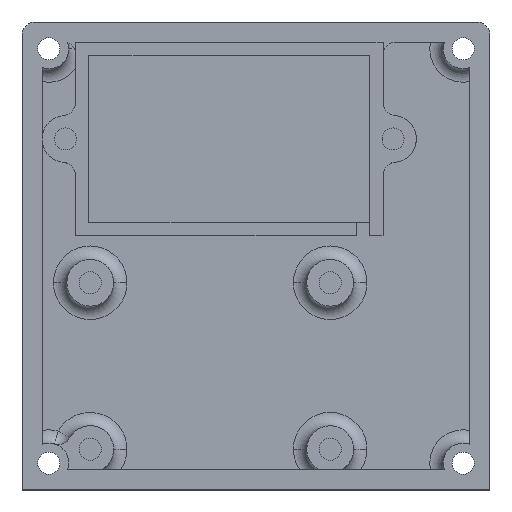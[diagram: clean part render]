
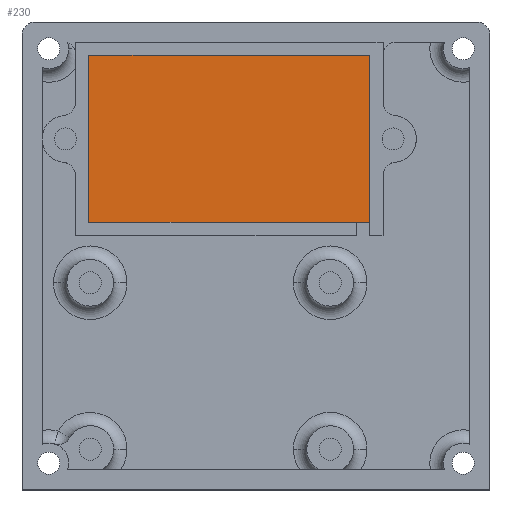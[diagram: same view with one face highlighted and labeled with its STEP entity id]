
A CAD part, top view. The second image highlights one B-rep face of the part: STEP entity #230.
In plain terms, the highlighted planar face has unit normal (0, 0, 1).
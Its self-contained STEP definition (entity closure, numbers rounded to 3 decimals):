
#7 = EDGE_CURVE ( 'NONE', #2833, #2052, #1785, .T. ) ;
#150 = VERTEX_POINT ( 'NONE', #234 ) ;
#153 = EDGE_CURVE ( 'NONE', #2626, #150, #1347, .T. ) ;
#230 = ADVANCED_FACE ( 'NONE', ( #1154 ), #1370, .F. ) ;
#234 = CARTESIAN_POINT ( 'NONE',  ( 17., 5., 1. ) ) ;
#464 = CARTESIAN_POINT ( 'NONE',  ( 17., 30., 1. ) ) ;
#519 = EDGE_LOOP ( 'NONE', ( #854, #1142, #1185, #1974 ) ) ;
#522 = DIRECTION ( 'NONE',  ( 0., -1., 0. ) ) ;
#564 = DIRECTION ( 'NONE',  ( 1., 0., 0. ) ) ;
#748 = CARTESIAN_POINT ( 'NONE',  ( -25., 30., 1. ) ) ;
#854 = ORIENTED_EDGE ( 'NONE', *, *, #7, .F. ) ;
#939 = EDGE_CURVE ( 'NONE', #2833, #2626, #1809, .T. ) ;
#1142 = ORIENTED_EDGE ( 'NONE', *, *, #939, .T. ) ;
#1154 = FACE_OUTER_BOUND ( 'NONE', #519, .T. ) ;
#1185 = ORIENTED_EDGE ( 'NONE', *, *, #153, .T. ) ;
#1233 = DIRECTION ( 'NONE',  ( 0., -1., 0. ) ) ;
#1347 = LINE ( 'NONE', #3082, #2999 ) ;
#1370 = PLANE ( 'NONE',  #2703 ) ;
#1454 = DIRECTION ( 'NONE',  ( 1., 0., 0. ) ) ;
#1716 = CARTESIAN_POINT ( 'NONE',  ( 0., 0., 1. ) ) ;
#1741 = VECTOR ( 'NONE', #1233, 1000. ) ;
#1785 = LINE ( 'NONE', #2045, #3325 ) ;
#1809 = LINE ( 'NONE', #748, #1741 ) ;
#1866 = LINE ( 'NONE', #464, #3486 ) ;
#1974 = ORIENTED_EDGE ( 'NONE', *, *, #2973, .F. ) ;
#2045 = CARTESIAN_POINT ( 'NONE',  ( -25., 30., 1. ) ) ;
#2052 = VERTEX_POINT ( 'NONE', #3129 ) ;
#2493 = CARTESIAN_POINT ( 'NONE',  ( -25., 5., 1. ) ) ;
#2626 = VERTEX_POINT ( 'NONE', #2493 ) ;
#2703 = AXIS2_PLACEMENT_3D ( 'NONE', #1716, #2801, #2781 ) ;
#2781 = DIRECTION ( 'NONE',  ( -1., 0., 0. ) ) ;
#2801 = DIRECTION ( 'NONE',  ( 0., 0., -1. ) ) ;
#2833 = VERTEX_POINT ( 'NONE', #3206 ) ;
#2973 = EDGE_CURVE ( 'NONE', #2052, #150, #1866, .T. ) ;
#2999 = VECTOR ( 'NONE', #564, 1000. ) ;
#3082 = CARTESIAN_POINT ( 'NONE',  ( -25., 5., 1. ) ) ;
#3129 = CARTESIAN_POINT ( 'NONE',  ( 17., 30., 1. ) ) ;
#3206 = CARTESIAN_POINT ( 'NONE',  ( -25., 30., 1. ) ) ;
#3325 = VECTOR ( 'NONE', #1454, 1000. ) ;
#3486 = VECTOR ( 'NONE', #522, 1000. ) ;
